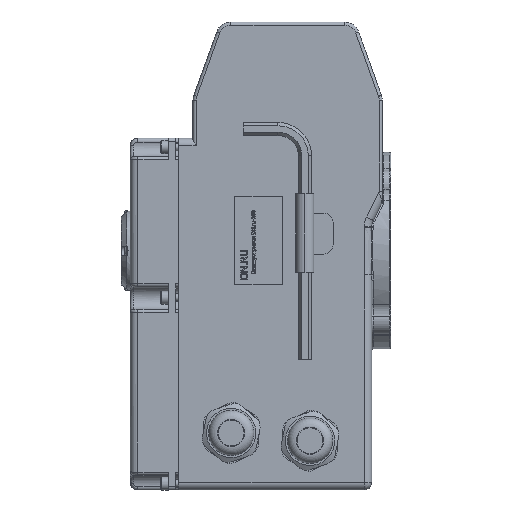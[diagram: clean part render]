
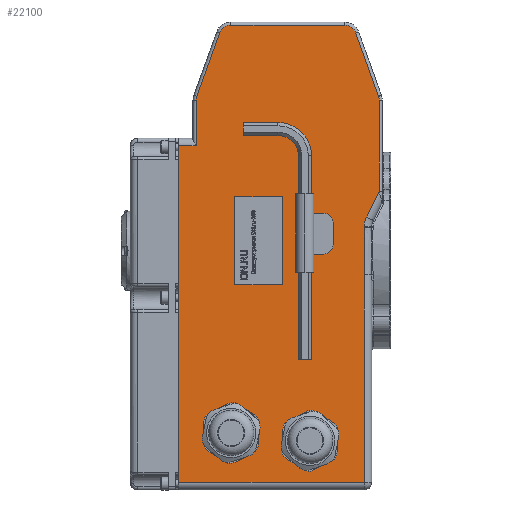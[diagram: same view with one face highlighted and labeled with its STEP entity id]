
A CAD part, left-side view. The second image highlights one B-rep face of the part: STEP entity #22100.
In plain terms, the highlighted planar face has unit normal (-1, 0, 0).
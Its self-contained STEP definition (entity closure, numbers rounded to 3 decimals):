
#472=B_SPLINE_CURVE_WITH_KNOTS('',3,(#31593,#31594,#31595,#31596,#31597,
#31598,#31599),.UNSPECIFIED.,.F.,.F.,(4,1,1,1,4),(9.795,10.696,
11.597,12.273,12.949),.UNSPECIFIED.);
#473=B_SPLINE_CURVE_WITH_KNOTS('',3,(#31601,#31602,#31603,#31604),
 .UNSPECIFIED.,.F.,.F.,(4,4),(0.654,0.724),
 .UNSPECIFIED.);
#1145=FACE_BOUND('',#3112,.T.);
#1243=PLANE('',#23716);
#1873=FACE_OUTER_BOUND('',#3111,.T.);
#3111=EDGE_LOOP('',(#14602,#14603,#14604,#14605,#14606,#14607,#14608,#14609,
#14610,#14611,#14612,#14613,#14614,#14615,#14616,#14617,#14618));
#3112=EDGE_LOOP('',(#14619,#14620,#14621,#14622));
#4476=LINE('',#31377,#6297);
#4478=LINE('',#31389,#6299);
#4480=LINE('',#31401,#6301);
#4482=LINE('',#31413,#6303);
#4484=LINE('',#31425,#6305);
#4488=LINE('',#31576,#6309);
#4489=LINE('',#31585,#6310);
#4490=LINE('',#31587,#6311);
#4491=LINE('',#31589,#6312);
#4492=LINE('',#31591,#6313);
#4493=LINE('',#31608,#6314);
#4494=LINE('',#31610,#6315);
#4495=LINE('',#31612,#6316);
#4496=LINE('',#31613,#6317);
#6297=VECTOR('',#25887,10.);
#6299=VECTOR('',#25901,10.);
#6301=VECTOR('',#25915,10.);
#6303=VECTOR('',#25929,10.);
#6305=VECTOR('',#25943,10.);
#6309=VECTOR('',#25969,10.);
#6310=VECTOR('',#25974,10.);
#6311=VECTOR('',#25975,10.);
#6312=VECTOR('',#25976,10.);
#6313=VECTOR('',#25977,10.);
#6314=VECTOR('',#25980,10.);
#6315=VECTOR('',#25981,10.);
#6316=VECTOR('',#25982,10.);
#6317=VECTOR('',#25983,10.);
#8128=CIRCLE('',#23683,8.);
#8132=CIRCLE('',#23689,8.);
#8136=CIRCLE('',#23695,8.);
#8140=CIRCLE('',#23701,8.);
#8147=CIRCLE('',#23717,15.);
#8968=VERTEX_POINT('',#31363);
#8971=VERTEX_POINT('',#31368);
#8972=VERTEX_POINT('',#31379);
#8974=VERTEX_POINT('',#31385);
#8976=VERTEX_POINT('',#31391);
#8978=VERTEX_POINT('',#31397);
#8980=VERTEX_POINT('',#31403);
#8982=VERTEX_POINT('',#31409);
#8984=VERTEX_POINT('',#31415);
#8986=VERTEX_POINT('',#31421);
#8997=VERTEX_POINT('',#31575);
#8999=VERTEX_POINT('',#31584);
#9000=VERTEX_POINT('',#31586);
#9001=VERTEX_POINT('',#31588);
#9002=VERTEX_POINT('',#31590);
#9003=VERTEX_POINT('',#31592);
#9004=VERTEX_POINT('',#31600);
#9005=VERTEX_POINT('',#31606);
#9006=VERTEX_POINT('',#31607);
#9007=VERTEX_POINT('',#31609);
#9008=VERTEX_POINT('',#31611);
#11152=EDGE_CURVE('',#8971,#8968,#4476,.T.);
#11155=EDGE_CURVE('',#8968,#8972,#8128,.T.);
#11158=EDGE_CURVE('',#8972,#8974,#4478,.T.);
#11161=EDGE_CURVE('',#8974,#8976,#8132,.T.);
#11164=EDGE_CURVE('',#8976,#8978,#4480,.T.);
#11167=EDGE_CURVE('',#8978,#8980,#8136,.T.);
#11170=EDGE_CURVE('',#8980,#8982,#4482,.T.);
#11173=EDGE_CURVE('',#8982,#8984,#8140,.T.);
#11176=EDGE_CURVE('',#8984,#8986,#4484,.T.);
#11192=EDGE_CURVE('',#8986,#8997,#4488,.T.);
#11195=EDGE_CURVE('',#8999,#8971,#4489,.T.);
#11196=EDGE_CURVE('',#9000,#8999,#4490,.T.);
#11197=EDGE_CURVE('',#9001,#9000,#4491,.T.);
#11198=EDGE_CURVE('',#9002,#9001,#4492,.T.);
#11199=EDGE_CURVE('',#9003,#9002,#472,.T.);
#11200=EDGE_CURVE('',#9004,#9003,#473,.T.);
#11201=EDGE_CURVE('',#8997,#9004,#8147,.T.);
#11202=EDGE_CURVE('',#9005,#9006,#4493,.T.);
#11203=EDGE_CURVE('',#9006,#9007,#4494,.T.);
#11204=EDGE_CURVE('',#9007,#9008,#4495,.T.);
#11205=EDGE_CURVE('',#9008,#9005,#4496,.T.);
#14602=ORIENTED_EDGE('',*,*,#11176,.F.);
#14603=ORIENTED_EDGE('',*,*,#11173,.F.);
#14604=ORIENTED_EDGE('',*,*,#11170,.F.);
#14605=ORIENTED_EDGE('',*,*,#11167,.F.);
#14606=ORIENTED_EDGE('',*,*,#11164,.F.);
#14607=ORIENTED_EDGE('',*,*,#11161,.F.);
#14608=ORIENTED_EDGE('',*,*,#11158,.F.);
#14609=ORIENTED_EDGE('',*,*,#11155,.F.);
#14610=ORIENTED_EDGE('',*,*,#11152,.F.);
#14611=ORIENTED_EDGE('',*,*,#11195,.F.);
#14612=ORIENTED_EDGE('',*,*,#11196,.F.);
#14613=ORIENTED_EDGE('',*,*,#11197,.F.);
#14614=ORIENTED_EDGE('',*,*,#11198,.F.);
#14615=ORIENTED_EDGE('',*,*,#11199,.F.);
#14616=ORIENTED_EDGE('',*,*,#11200,.F.);
#14617=ORIENTED_EDGE('',*,*,#11201,.F.);
#14618=ORIENTED_EDGE('',*,*,#11192,.F.);
#14619=ORIENTED_EDGE('',*,*,#11202,.T.);
#14620=ORIENTED_EDGE('',*,*,#11203,.T.);
#14621=ORIENTED_EDGE('',*,*,#11204,.T.);
#14622=ORIENTED_EDGE('',*,*,#11205,.T.);
#22100=ADVANCED_FACE('',(#1873,#1145),#1243,.F.);
#23683=AXIS2_PLACEMENT_3D('',#31383,#25894,#25895);
#23689=AXIS2_PLACEMENT_3D('',#31395,#25908,#25909);
#23695=AXIS2_PLACEMENT_3D('',#31407,#25922,#25923);
#23701=AXIS2_PLACEMENT_3D('',#31419,#25936,#25937);
#23716=AXIS2_PLACEMENT_3D('',#31583,#25972,#25973);
#23717=AXIS2_PLACEMENT_3D('',#31605,#25978,#25979);
#25887=DIRECTION('',(0.,0.,1.));
#25894=DIRECTION('center_axis',(1.,0.,0.));
#25895=DIRECTION('ref_axis',(0.,0.985,0.172));
#25901=DIRECTION('',(0.,-0.339,0.941));
#25908=DIRECTION('center_axis',(1.,0.,0.));
#25909=DIRECTION('ref_axis',(0.,0.575,0.818));
#25915=DIRECTION('',(0.,-1.,0.));
#25922=DIRECTION('center_axis',(1.,0.,0.));
#25923=DIRECTION('ref_axis',(0.,-0.575,0.818));
#25929=DIRECTION('',(0.,-0.339,-0.941));
#25936=DIRECTION('center_axis',(1.,0.,0.));
#25937=DIRECTION('ref_axis',(0.,-0.985,0.172));
#25943=DIRECTION('',(0.,0.,-1.));
#25969=DIRECTION('',(0.,0.445,-0.896));
#25972=DIRECTION('center_axis',(1.,0.,0.));
#25973=DIRECTION('ref_axis',(0.,0.,-1.));
#25974=DIRECTION('',(0.,-1.,0.));
#25975=DIRECTION('',(0.,0.,1.));
#25976=DIRECTION('',(0.,1.,0.));
#25977=DIRECTION('',(0.,0.,-1.));
#25978=DIRECTION('center_axis',(-1.,0.,0.));
#25979=DIRECTION('ref_axis',(0.,0.974,0.228));
#25980=DIRECTION('',(0.,1.,0.));
#25981=DIRECTION('',(0.,0.,1.));
#25982=DIRECTION('',(0.,-1.,0.));
#25983=DIRECTION('',(0.,0.,-1.));
#31363=CARTESIAN_POINT('',(0.,60.5,102.755));
#31368=CARTESIAN_POINT('',(0.,60.5,72.829));
#31377=CARTESIAN_POINT('',(0.,60.5,17.75));
#31379=CARTESIAN_POINT('',(0.,60.027,105.465));
#31383=CARTESIAN_POINT('Origin',(0.,52.5,102.755));
#31385=CARTESIAN_POINT('',(0.,44.999,147.21));
#31389=CARTESIAN_POINT('',(0.,73.685,67.527));
#31391=CARTESIAN_POINT('',(0.,37.472,152.5));
#31395=CARTESIAN_POINT('Origin',(0.,37.472,144.5));
#31397=CARTESIAN_POINT('',(0.,-37.472,152.5));
#31401=CARTESIAN_POINT('',(0.,22.25,152.5));
#31403=CARTESIAN_POINT('',(0.,-44.999,147.21));
#31407=CARTESIAN_POINT('Origin',(0.,-37.472,144.5));
#31409=CARTESIAN_POINT('',(0.,-60.027,105.465));
#31413=CARTESIAN_POINT('',(0.,-64.685,92.527));
#31415=CARTESIAN_POINT('',(0.,-60.5,102.755));
#31419=CARTESIAN_POINT('Origin',(0.,-52.5,102.755));
#31421=CARTESIAN_POINT('',(0.,-60.5,42.716));
#31425=CARTESIAN_POINT('',(0.,-60.5,52.25));
#31575=CARTESIAN_POINT('',(0.,-52.065,25.724));
#31576=CARTESIAN_POINT('',(0.,-44.773,11.037));
#31583=CARTESIAN_POINT('Origin',(0.,0.,0.));
#31584=CARTESIAN_POINT('',(0.,71.8,72.829));
#31585=CARTESIAN_POINT('',(0.,31.25,72.829));
#31586=CARTESIAN_POINT('',(0.,71.8,-149.5));
#31587=CARTESIAN_POINT('',(0.,71.8,-154.5));
#31588=CARTESIAN_POINT('',(0.,-50.5,-149.5));
#31589=CARTESIAN_POINT('',(0.,-27.75,-149.5));
#31590=CARTESIAN_POINT('',(0.,-50.5,-12.5));
#31591=CARTESIAN_POINT('',(0.,-50.5,10.7));
#31592=CARTESIAN_POINT('',(0.,-50.501,19.027));
#31593=CARTESIAN_POINT('Ctrl Pts',(0.,-50.501,
19.027));
#31594=CARTESIAN_POINT('Ctrl Pts',(0.,-50.518,
16.022));
#31595=CARTESIAN_POINT('Ctrl Pts',(0.,-50.841,
10.016));
#31596=CARTESIAN_POINT('Ctrl Pts',(0.,-50.986,
1.759));
#31597=CARTESIAN_POINT('Ctrl Pts',(0.,-50.676,
-5.746));
#31598=CARTESIAN_POINT('Ctrl Pts',(0.,-50.5,-10.248));
#31599=CARTESIAN_POINT('Ctrl Pts',(0.,-50.5,-12.5));
#31600=CARTESIAN_POINT('',(0.,-50.515,19.723));
#31601=CARTESIAN_POINT('Ctrl Pts',(0.,-50.515,
19.723));
#31602=CARTESIAN_POINT('Ctrl Pts',(0.,-50.505,
19.491));
#31603=CARTESIAN_POINT('Ctrl Pts',(0.,-50.5,
19.259));
#31604=CARTESIAN_POINT('Ctrl Pts',(0.,-50.501,19.027));
#31605=CARTESIAN_POINT('Origin',(0.,-65.5,19.054));
#31606=CARTESIAN_POINT('',(0.,3.522,-18.847));
#31607=CARTESIAN_POINT('',(0.,34.889,-18.847));
#31608=CARTESIAN_POINT('',(0.,17.444,-18.847));
#31609=CARTESIAN_POINT('',(0.,34.889,39.262));
#31610=CARTESIAN_POINT('',(0.,34.889,19.631));
#31611=CARTESIAN_POINT('',(0.,3.522,39.262));
#31612=CARTESIAN_POINT('',(0.,1.761,39.262));
#31613=CARTESIAN_POINT('',(0.,3.522,-9.423));
